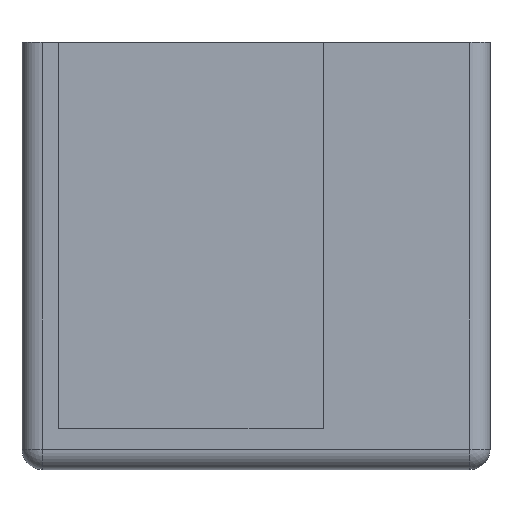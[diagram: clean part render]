
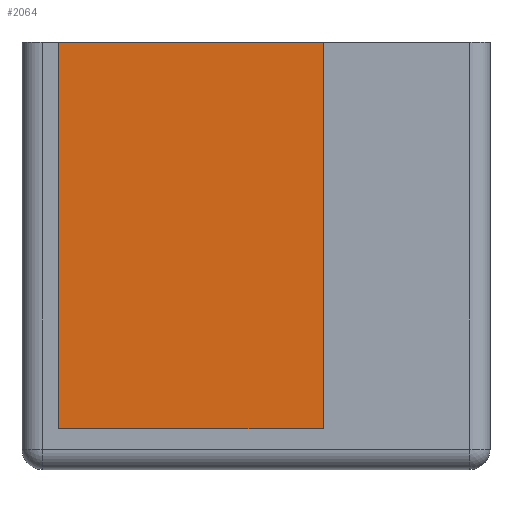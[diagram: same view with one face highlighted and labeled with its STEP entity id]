
A CAD part, left-side view. The second image highlights one B-rep face of the part: STEP entity #2064.
In plain terms, the highlighted planar face has unit normal (-1, 0, 0).
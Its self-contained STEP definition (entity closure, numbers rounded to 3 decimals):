
#622 = PLANE('',#623);
#623 = AXIS2_PLACEMENT_3D('',#624,#625,#626);
#624 = CARTESIAN_POINT('',(0.,0.,100.));
#625 = DIRECTION('',(0.,0.,1.));
#626 = DIRECTION('',(1.,0.,0.));
#1308 = VERTEX_POINT('',#1309);
#1309 = CARTESIAN_POINT('',(44.5,103.5,1.));
#1323 = CYLINDRICAL_SURFACE('',#1324,1.);
#1324 = AXIS2_PLACEMENT_3D('',#1325,#1326,#1327);
#1325 = CARTESIAN_POINT('',(43.5,103.5,1.));
#1326 = DIRECTION('',(0.,-1.,0.));
#1327 = DIRECTION('',(0.,0.,-1.));
#1349 = CYLINDRICAL_SURFACE('',#1350,1.5);
#1350 = AXIS2_PLACEMENT_3D('',#1351,#1352,#1353);
#1351 = CARTESIAN_POINT('',(43.,103.5,100.));
#1352 = DIRECTION('',(0.,0.,1.));
#1353 = DIRECTION('',(1.,0.,0.));
#1367 = VERTEX_POINT('',#1368);
#1368 = CARTESIAN_POINT('',(44.5,1.5,1.));
#1426 = CYLINDRICAL_SURFACE('',#1427,1.5);
#1427 = AXIS2_PLACEMENT_3D('',#1428,#1429,#1430);
#1428 = CARTESIAN_POINT('',(43.,1.5,100.));
#1429 = DIRECTION('',(0.,0.,1.));
#1430 = DIRECTION('',(1.,0.,0.));
#1442 = EDGE_CURVE('',#1308,#1367,#1443,.T.);
#1443 = SURFACE_CURVE('',#1444,(#1448,#1455),.PCURVE_S1.);
#1444 = LINE('',#1445,#1446);
#1445 = CARTESIAN_POINT('',(44.5,103.5,1.));
#1446 = VECTOR('',#1447,1.);
#1447 = DIRECTION('',(0.,-1.,0.));
#1448 = PCURVE('',#1323,#1449);
#1449 = DEFINITIONAL_REPRESENTATION('',(#1450),#1454);
#1450 = LINE('',#1451,#1452);
#1451 = CARTESIAN_POINT('',(1.571,0.));
#1452 = VECTOR('',#1453,1.);
#1453 = DIRECTION('',(0.,1.));
#1454 = ( GEOMETRIC_REPRESENTATION_CONTEXT(2) 
PARAMETRIC_REPRESENTATION_CONTEXT() REPRESENTATION_CONTEXT('2D SPACE',''
  ) );
#1455 = PCURVE('',#1456,#1461);
#1456 = PLANE('',#1457);
#1457 = AXIS2_PLACEMENT_3D('',#1458,#1459,#1460);
#1458 = CARTESIAN_POINT('',(44.5,103.5,100.));
#1459 = DIRECTION('',(-1.,0.,0.));
#1460 = DIRECTION('',(0.,-1.,0.));
#1461 = DEFINITIONAL_REPRESENTATION('',(#1462),#1466);
#1462 = LINE('',#1463,#1464);
#1463 = CARTESIAN_POINT('',(0.,-99.));
#1464 = VECTOR('',#1465,1.);
#1465 = DIRECTION('',(1.,0.));
#1466 = ( GEOMETRIC_REPRESENTATION_CONTEXT(2) 
PARAMETRIC_REPRESENTATION_CONTEXT() REPRESENTATION_CONTEXT('2D SPACE',''
  ) );
#1966 = EDGE_CURVE('',#1967,#1308,#1969,.T.);
#1967 = VERTEX_POINT('',#1968);
#1968 = CARTESIAN_POINT('',(44.5,103.5,100.));
#1969 = SURFACE_CURVE('',#1970,(#1974,#1981),.PCURVE_S1.);
#1970 = LINE('',#1971,#1972);
#1971 = CARTESIAN_POINT('',(44.5,103.5,100.));
#1972 = VECTOR('',#1973,1.);
#1973 = DIRECTION('',(0.,0.,-1.));
#1974 = PCURVE('',#1349,#1975);
#1975 = DEFINITIONAL_REPRESENTATION('',(#1976),#1980);
#1976 = LINE('',#1977,#1978);
#1977 = CARTESIAN_POINT('',(6.283,0.));
#1978 = VECTOR('',#1979,1.);
#1979 = DIRECTION('',(0.,-1.));
#1980 = ( GEOMETRIC_REPRESENTATION_CONTEXT(2) 
PARAMETRIC_REPRESENTATION_CONTEXT() REPRESENTATION_CONTEXT('2D SPACE',''
  ) );
#1981 = PCURVE('',#1456,#1982);
#1982 = DEFINITIONAL_REPRESENTATION('',(#1983),#1987);
#1983 = LINE('',#1984,#1985);
#1984 = CARTESIAN_POINT('',(0.,0.));
#1985 = VECTOR('',#1986,1.);
#1986 = DIRECTION('',(0.,-1.));
#1987 = ( GEOMETRIC_REPRESENTATION_CONTEXT(2) 
PARAMETRIC_REPRESENTATION_CONTEXT() REPRESENTATION_CONTEXT('2D SPACE',''
  ) );
#2019 = EDGE_CURVE('',#2020,#1367,#2022,.T.);
#2020 = VERTEX_POINT('',#2021);
#2021 = CARTESIAN_POINT('',(44.5,1.5,100.));
#2022 = SURFACE_CURVE('',#2023,(#2027,#2034),.PCURVE_S1.);
#2023 = LINE('',#2024,#2025);
#2024 = CARTESIAN_POINT('',(44.5,1.5,100.));
#2025 = VECTOR('',#2026,1.);
#2026 = DIRECTION('',(0.,0.,-1.));
#2027 = PCURVE('',#1426,#2028);
#2028 = DEFINITIONAL_REPRESENTATION('',(#2029),#2033);
#2029 = LINE('',#2030,#2031);
#2030 = CARTESIAN_POINT('',(6.283,0.));
#2031 = VECTOR('',#2032,1.);
#2032 = DIRECTION('',(0.,-1.));
#2033 = ( GEOMETRIC_REPRESENTATION_CONTEXT(2) 
PARAMETRIC_REPRESENTATION_CONTEXT() REPRESENTATION_CONTEXT('2D SPACE',''
  ) );
#2034 = PCURVE('',#1456,#2035);
#2035 = DEFINITIONAL_REPRESENTATION('',(#2036),#2040);
#2036 = LINE('',#2037,#2038);
#2037 = CARTESIAN_POINT('',(102.,0.));
#2038 = VECTOR('',#2039,1.);
#2039 = DIRECTION('',(0.,-1.));
#2040 = ( GEOMETRIC_REPRESENTATION_CONTEXT(2) 
PARAMETRIC_REPRESENTATION_CONTEXT() REPRESENTATION_CONTEXT('2D SPACE',''
  ) );
#2064 = ADVANCED_FACE('',(#2065),#1456,.T.);
#2065 = FACE_BOUND('',#2066,.T.);
#2066 = EDGE_LOOP('',(#2067,#2068,#2069,#2070));
#2067 = ORIENTED_EDGE('',*,*,#1966,.T.);
#2068 = ORIENTED_EDGE('',*,*,#1442,.T.);
#2069 = ORIENTED_EDGE('',*,*,#2019,.F.);
#2070 = ORIENTED_EDGE('',*,*,#2071,.F.);
#2071 = EDGE_CURVE('',#1967,#2020,#2072,.T.);
#2072 = SURFACE_CURVE('',#2073,(#2077,#2084),.PCURVE_S1.);
#2073 = LINE('',#2074,#2075);
#2074 = CARTESIAN_POINT('',(44.5,103.5,100.));
#2075 = VECTOR('',#2076,1.);
#2076 = DIRECTION('',(0.,-1.,0.));
#2077 = PCURVE('',#1456,#2078);
#2078 = DEFINITIONAL_REPRESENTATION('',(#2079),#2083);
#2079 = LINE('',#2080,#2081);
#2080 = CARTESIAN_POINT('',(0.,0.));
#2081 = VECTOR('',#2082,1.);
#2082 = DIRECTION('',(1.,0.));
#2083 = ( GEOMETRIC_REPRESENTATION_CONTEXT(2) 
PARAMETRIC_REPRESENTATION_CONTEXT() REPRESENTATION_CONTEXT('2D SPACE',''
  ) );
#2084 = PCURVE('',#622,#2085);
#2085 = DEFINITIONAL_REPRESENTATION('',(#2086),#2090);
#2086 = LINE('',#2087,#2088);
#2087 = CARTESIAN_POINT('',(44.5,103.5));
#2088 = VECTOR('',#2089,1.);
#2089 = DIRECTION('',(0.,-1.));
#2090 = ( GEOMETRIC_REPRESENTATION_CONTEXT(2) 
PARAMETRIC_REPRESENTATION_CONTEXT() REPRESENTATION_CONTEXT('2D SPACE',''
  ) );
